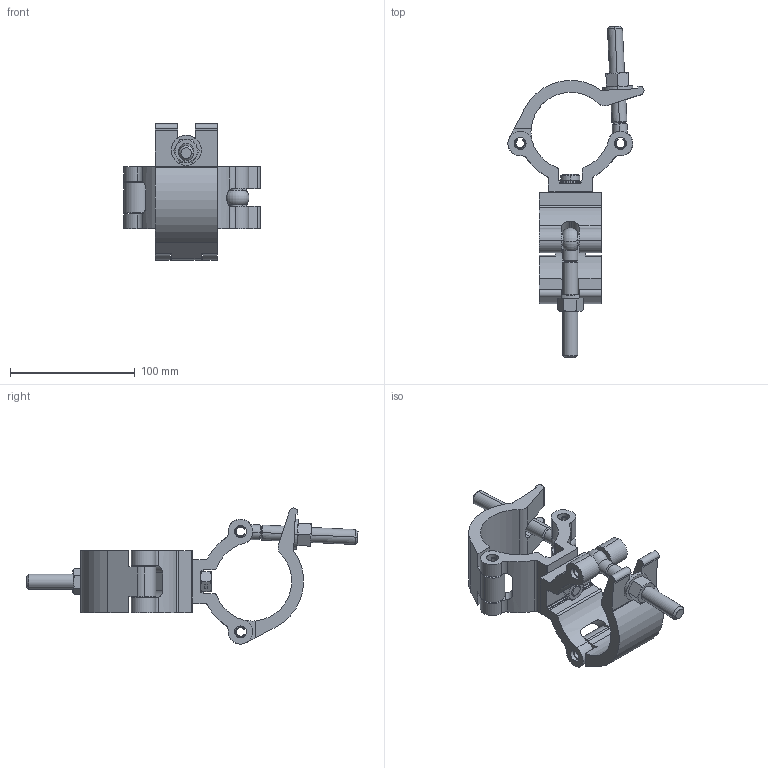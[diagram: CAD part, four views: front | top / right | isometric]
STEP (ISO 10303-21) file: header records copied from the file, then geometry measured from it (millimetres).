
FILE_DESCRIPTION (( 'STEP AP203' ), '1' );
FILE_NAME ('T57430 & T57431.STEP', '2018-08-08T07:53:09', ( '' ), ( '' ), 'SwSTEP 2.0', 'SolidWorks 2016', '' );
FILE_SCHEMA (( 'CONFIG_CONTROL_DESIGN' ));
Length unit declared in the file: millimetre
Products named in the file (17): A Washer_Bright washer BS 4320 - M12 (Form A); TH2017_TH2017 - 50MM WIDE; TH733; TH460_TH460; T57430 & T57431; TH647_TH647; Hex Centre Lock Nut GradeAB_Doughty Fastners_BS EN 24032 - M10 - D - S; TH2018_TH2018 - 50MM WIDE; T78055; F790; F997; S1931; F995; Hex Nut Style 1 GradeAB_Doughty Fastners_Hexagon Nut ISO - 4032 - M12 - D - S; spring pin slotted_hd_doughty fastners - stainless_Spring Pin ISO 8752 - 5 x 16St
Assembly tree (21 placements, depth 3):
  T57430 & T57431
    TH460_TH460
      TH2017_TH2017 - 50MM WIDE
    TH647_TH647  x2
      TH2018_TH2018 - 50MM WIDE
    T78055  x2
      TH733
      A Washer_Bright washer BS 4320 - M12 (Form A)
      Hex Nut Style 1 GradeAB_Doughty Fastners_Hexagon Nut ISO - 4032 - M12 - D - S
    F790  x4
    TH460_TH460
      TH2017_TH2017 - 50MM WIDE
    F995
    spring pin slotted_hd_doughty fastners - stainless_Spring Pin ISO 8752 - 5 x 16St
    S1931
    F997
    Hex Centre Lock Nut GradeAB_Doughty Fastners_BS EN 24032 - M10 - D - S
Bounding box: 109.04 x 265.99 x 109.04 mm (x, y, z)
Volume: 265112.1 mm3; surface area: 98518.6 mm2
Topology: 19 solids, 19 shells, 602 faces, 1413 edges, 855 vertices
Faces by surface type: cone 225, cylinder 220, plane 151, torus 6
Entity records: 14870 total; most frequent: CARTESIAN_POINT 2853, DIRECTION 2273, ORIENTED_EDGE 2014, EDGE_CURVE 1007, AXIS2_PLACEMENT_3D 901, VERTEX_POINT 613, LINE 471, VECTOR 471
